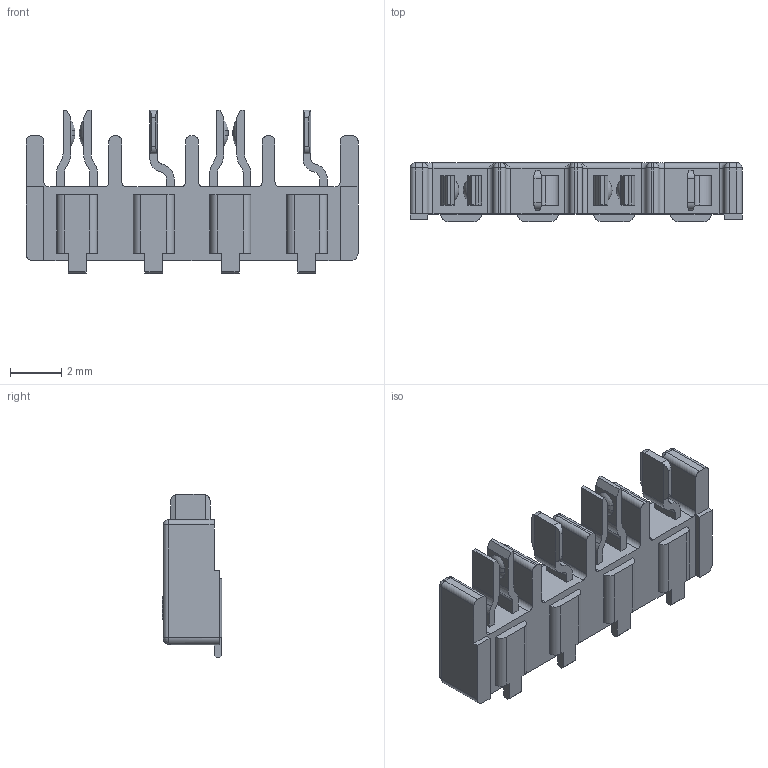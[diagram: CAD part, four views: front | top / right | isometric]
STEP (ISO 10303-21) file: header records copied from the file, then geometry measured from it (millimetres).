
FILE_DESCRIPTION((''),'2;1');
FILE_NAME('C-1971567-2','2010-12-02T',('workeradm'),('Tyco Electronics Ltd.'),'PRO/ENGINEER BY PARAMETRIC TECHNOLOGY CORPORATION, 2009300','PRO/ENGINEER BY PARAMETRIC TECHNOLOGY CORPORATION, 2009300','');
FILE_SCHEMA(('AUTOMOTIVE_DESIGN { 1 0 10303 214 1 1 1 1 }'));
Length unit declared in the file: millimetre
Products named in the file (1): C-1971567-2
Bounding box: 13 x 2.33 x 6.4 mm (x, y, z)
Volume: 98.8 mm3; surface area: 252.8 mm2
Topology: 1 solids, 1 shells, 265 faces, 700 edges, 440 vertices
Faces by surface type: plane 155, cylinder 82, sphere 18, torus 8, bspline 2
Entity records: 8452 total; most frequent: CARTESIAN_POINT 1586, ORIENTED_EDGE 1384, DIRECTION 1370, EDGE_CURVE 692, VECTOR 492, LINE 492, VERTEX_POINT 440, AXIS2_PLACEMENT_3D 439
